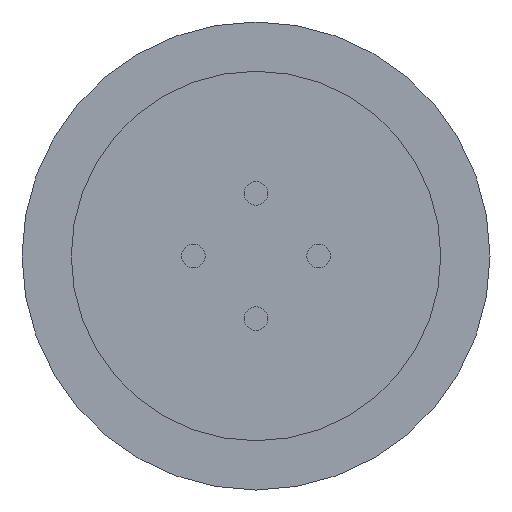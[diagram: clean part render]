
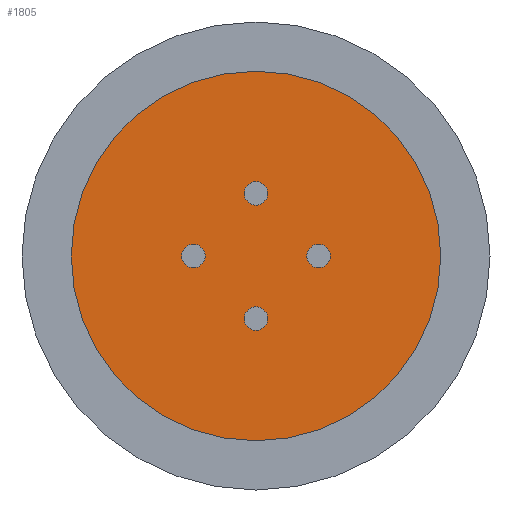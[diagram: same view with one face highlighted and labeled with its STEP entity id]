
A CAD part, front view. The second image highlights one B-rep face of the part: STEP entity #1805.
In plain terms, the highlighted planar face has unit normal (0, -1, 0).
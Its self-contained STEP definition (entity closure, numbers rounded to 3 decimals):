
#79=FACE_BOUND('',#377,.T.);
#80=FACE_BOUND('',#378,.T.);
#81=FACE_BOUND('',#379,.T.);
#82=FACE_BOUND('',#380,.T.);
#112=PLANE('',#2049);
#238=FACE_OUTER_BOUND('',#376,.T.);
#376=EDGE_LOOP('',(#1584));
#377=EDGE_LOOP('',(#1585));
#378=EDGE_LOOP('',(#1586));
#379=EDGE_LOOP('',(#1587));
#380=EDGE_LOOP('',(#1588));
#497=CIRCLE('',#2030,1.5);
#499=CIRCLE('',#2033,1.5);
#501=CIRCLE('',#2036,1.5);
#503=CIRCLE('',#2039,1.5);
#508=CIRCLE('',#2048,23.625);
#871=VERTEX_POINT('',#5188);
#873=VERTEX_POINT('',#5194);
#875=VERTEX_POINT('',#5200);
#877=VERTEX_POINT('',#5206);
#882=VERTEX_POINT('',#5223);
#1103=EDGE_CURVE('',#871,#871,#497,.T.);
#1106=EDGE_CURVE('',#873,#873,#499,.T.);
#1109=EDGE_CURVE('',#875,#875,#501,.T.);
#1112=EDGE_CURVE('',#877,#877,#503,.T.);
#1120=EDGE_CURVE('',#882,#882,#508,.T.);
#1584=ORIENTED_EDGE('',*,*,#1120,.T.);
#1585=ORIENTED_EDGE('',*,*,#1103,.T.);
#1586=ORIENTED_EDGE('',*,*,#1106,.T.);
#1587=ORIENTED_EDGE('',*,*,#1109,.T.);
#1588=ORIENTED_EDGE('',*,*,#1112,.T.);
#1805=ADVANCED_FACE('',(#238,#79,#80,#81,#82),#112,.T.);
#2030=AXIS2_PLACEMENT_3D('',#5190,#2511,#2512);
#2033=AXIS2_PLACEMENT_3D('',#5196,#2518,#2519);
#2036=AXIS2_PLACEMENT_3D('',#5202,#2525,#2526);
#2039=AXIS2_PLACEMENT_3D('',#5208,#2532,#2533);
#2048=AXIS2_PLACEMENT_3D('',#5225,#2553,#2554);
#2049=AXIS2_PLACEMENT_3D('',#5226,#2555,#2556);
#2511=DIRECTION('center_axis',(0.,1.,0.));
#2512=DIRECTION('ref_axis',(-1.,0.,0.));
#2518=DIRECTION('center_axis',(0.,1.,0.));
#2519=DIRECTION('ref_axis',(-1.,0.,0.));
#2525=DIRECTION('center_axis',(0.,1.,0.));
#2526=DIRECTION('ref_axis',(-1.,0.,0.));
#2532=DIRECTION('center_axis',(0.,1.,0.));
#2533=DIRECTION('ref_axis',(-1.,0.,0.));
#2553=DIRECTION('center_axis',(0.,-1.,0.));
#2554=DIRECTION('ref_axis',(1.,0.,0.));
#2555=DIRECTION('center_axis',(0.,-1.,0.));
#2556=DIRECTION('ref_axis',(0.,0.,-1.));
#5188=CARTESIAN_POINT('',(4.614,-6.006,-8.));
#5190=CARTESIAN_POINT('Origin',(3.114,-6.006,-8.));
#5194=CARTESIAN_POINT('',(12.614,-6.006,0.));
#5196=CARTESIAN_POINT('Origin',(11.114,-6.006,0.));
#5200=CARTESIAN_POINT('',(-3.386,-6.006,0.));
#5202=CARTESIAN_POINT('Origin',(-4.886,-6.006,0.));
#5206=CARTESIAN_POINT('',(4.614,-6.006,8.));
#5208=CARTESIAN_POINT('Origin',(3.114,-6.006,8.));
#5223=CARTESIAN_POINT('',(-20.511,-6.006,0.));
#5225=CARTESIAN_POINT('Origin',(3.114,-6.006,0.));
#5226=CARTESIAN_POINT('Origin',(3.114,-6.006,0.));
